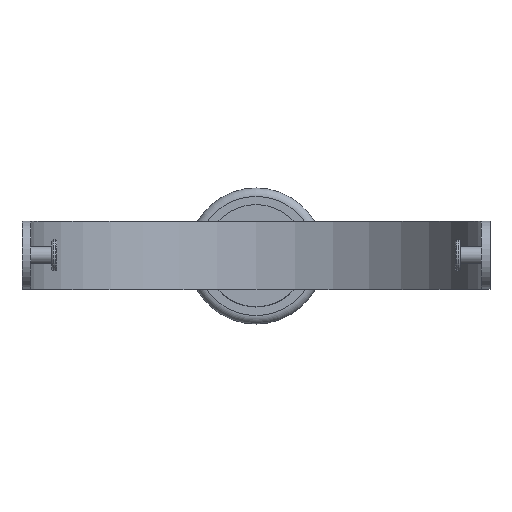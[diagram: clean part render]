
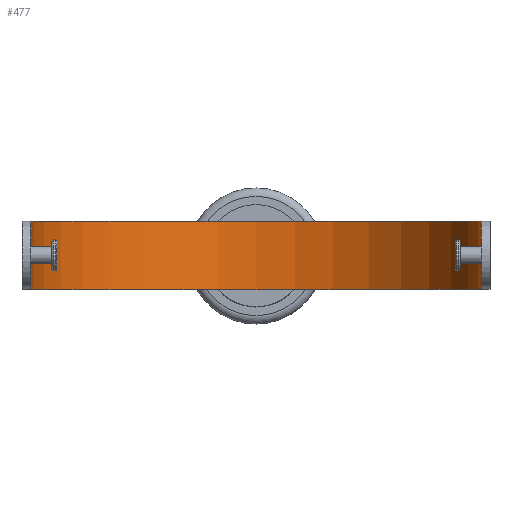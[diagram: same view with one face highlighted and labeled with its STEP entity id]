
A CAD part, top view. The second image highlights one B-rep face of the part: STEP entity #477.
In plain terms, the highlighted cylindrical face has radius 117.793 mm (diameter 235.585 mm), a partial arc.
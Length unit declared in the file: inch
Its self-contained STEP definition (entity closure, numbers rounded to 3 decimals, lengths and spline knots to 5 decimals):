
#40=LINE('',#880,#56);
#41=LINE('',#881,#57);
#42=LINE('',#885,#58);
#43=LINE('',#909,#59);
#56=VECTOR('',#623,137.79528);
#57=VECTOR('',#624,137.79528);
#58=VECTOR('',#627,137.79528);
#59=VECTOR('',#628,137.79528);
#71=CYLINDRICAL_SURFACE('',#533,4.6375);
#83=FACE_OUTER_BOUND('',#113,.T.);
#113=EDGE_LOOP('',(#322,#323,#324,#325,#326,#327,#328,#329,#330,#331));
#146=B_SPLINE_CURVE_WITH_KNOTS('',3,(#857,#858,#859,#860,#861,#862,#863,
#864,#865,#866),.UNSPECIFIED.,.F.,.F.,(4,2,2,2,4),(-0.57413,-0.52628,
-0.47844,-0.4306,-0.38275),.UNSPECIFIED.);
#147=B_SPLINE_CURVE_WITH_KNOTS('',3,(#869,#870,#871,#872,#873,#874,#875,
#876,#877,#878),.UNSPECIFIED.,.F.,.F.,(4,2,2,2,4),(-0.38275,-0.33491,
-0.28706,-0.23922,-0.19138),.UNSPECIFIED.);
#148=B_SPLINE_CURVE_WITH_KNOTS('',3,(#887,#888,#889,#890,#891,#892,#893,
#894,#895,#896),.UNSPECIFIED.,.F.,.F.,(4,2,2,2,4),(0.19138,0.23922,
0.28706,0.33491,0.38275),.UNSPECIFIED.);
#149=B_SPLINE_CURVE_WITH_KNOTS('',3,(#898,#899,#900,#901,#902,#903,#904,
#905,#906,#907),.UNSPECIFIED.,.F.,.F.,(4,2,2,2,4),(0.38275,0.4306,
0.47844,0.52628,0.57413),.UNSPECIFIED.);
#158=CIRCLE('',#534,4.6375);
#159=CIRCLE('',#535,4.6375);
#198=VERTEX_POINT('',#841);
#199=VERTEX_POINT('',#842);
#204=VERTEX_POINT('',#854);
#205=VERTEX_POINT('',#856);
#206=VERTEX_POINT('',#867);
#207=VERTEX_POINT('',#882);
#208=VERTEX_POINT('',#884);
#209=VERTEX_POINT('',#886);
#210=VERTEX_POINT('',#897);
#211=VERTEX_POINT('',#908);
#251=EDGE_CURVE('',#205,#204,#146,.T.);
#253=EDGE_CURVE('',#204,#206,#147,.T.);
#254=EDGE_CURVE('',#205,#198,#40,.T.);
#255=EDGE_CURVE('',#199,#206,#41,.T.);
#256=EDGE_CURVE('',#199,#207,#158,.T.);
#257=EDGE_CURVE('',#207,#208,#42,.T.);
#258=EDGE_CURVE('',#208,#209,#148,.T.);
#259=EDGE_CURVE('',#209,#210,#149,.T.);
#260=EDGE_CURVE('',#210,#211,#43,.T.);
#261=EDGE_CURVE('',#198,#211,#159,.T.);
#322=ORIENTED_EDGE('',*,*,#254,.F.);
#323=ORIENTED_EDGE('',*,*,#251,.T.);
#324=ORIENTED_EDGE('',*,*,#253,.T.);
#325=ORIENTED_EDGE('',*,*,#255,.F.);
#326=ORIENTED_EDGE('',*,*,#256,.T.);
#327=ORIENTED_EDGE('',*,*,#257,.T.);
#328=ORIENTED_EDGE('',*,*,#258,.T.);
#329=ORIENTED_EDGE('',*,*,#259,.T.);
#330=ORIENTED_EDGE('',*,*,#260,.T.);
#331=ORIENTED_EDGE('',*,*,#261,.F.);
#477=ADVANCED_FACE('',(#83),#71,.F.);
#533=AXIS2_PLACEMENT_3D('',#879,#621,#622);
#534=AXIS2_PLACEMENT_3D('',#883,#625,#626);
#535=AXIS2_PLACEMENT_3D('',#910,#629,#630);
#621=DIRECTION('center_axis',(0.,-1.,0.));
#622=DIRECTION('ref_axis',(0.,0.,-1.));
#623=DIRECTION('',(0.,1.,0.));
#624=DIRECTION('',(0.,1.,0.));
#625=DIRECTION('center_axis',(0.,-1.,0.));
#626=DIRECTION('ref_axis',(-1.,0.,0.));
#627=DIRECTION('',(0.,1.,0.));
#628=DIRECTION('',(0.,1.,0.));
#629=DIRECTION('center_axis',(0.,-1.,0.));
#630=DIRECTION('ref_axis',(-1.,0.,0.));
#841=CARTESIAN_POINT('',(-4.6375,0.7,8.8375));
#842=CARTESIAN_POINT('',(-4.6375,-0.7,8.8375));
#854=CARTESIAN_POINT('',(-4.6342,0.,8.6625));
#856=CARTESIAN_POINT('',(-4.6375,0.175,8.8375));
#857=CARTESIAN_POINT('Ctrl Pts',(-4.6375,0.175,8.8375));
#858=CARTESIAN_POINT('Ctrl Pts',(-4.6375,0.175,8.81552));
#859=CARTESIAN_POINT('Ctrl Pts',(-4.63733,0.17061,8.79209));
#860=CARTESIAN_POINT('Ctrl Pts',(-4.63671,0.15275,8.74897));
#861=CARTESIAN_POINT('Ctrl Pts',(-4.63626,0.13928,8.72929));
#862=CARTESIAN_POINT('Ctrl Pts',(-4.63543,0.10821,8.69822));
#863=CARTESIAN_POINT('Ctrl Pts',(-4.63499,0.08853,8.68475));
#864=CARTESIAN_POINT('Ctrl Pts',(-4.63437,0.04541,8.66689));
#865=CARTESIAN_POINT('Ctrl Pts',(-4.6342,0.02198,8.6625));
#866=CARTESIAN_POINT('Ctrl Pts',(-4.6342,0.,
8.6625));
#867=CARTESIAN_POINT('',(-4.6375,-0.175,8.8375));
#869=CARTESIAN_POINT('Ctrl Pts',(-4.6342,0.,
8.6625));
#870=CARTESIAN_POINT('Ctrl Pts',(-4.6342,-0.02198,8.6625));
#871=CARTESIAN_POINT('Ctrl Pts',(-4.63437,-0.04541,8.66689));
#872=CARTESIAN_POINT('Ctrl Pts',(-4.63499,-0.08853,
8.68475));
#873=CARTESIAN_POINT('Ctrl Pts',(-4.63543,-0.10821,8.69822));
#874=CARTESIAN_POINT('Ctrl Pts',(-4.63626,-0.13928,8.72929));
#875=CARTESIAN_POINT('Ctrl Pts',(-4.63671,-0.15275,8.74897));
#876=CARTESIAN_POINT('Ctrl Pts',(-4.63733,-0.17061,8.79209));
#877=CARTESIAN_POINT('Ctrl Pts',(-4.6375,-0.175,8.81552));
#878=CARTESIAN_POINT('Ctrl Pts',(-4.6375,-0.175,8.8375));
#879=CARTESIAN_POINT('Origin',(0.,-0.7,8.8375));
#880=CARTESIAN_POINT('',(-4.6375,-0.7,8.8375));
#881=CARTESIAN_POINT('',(-4.6375,-0.7,8.8375));
#882=CARTESIAN_POINT('',(4.6375,-0.7,8.8375));
#883=CARTESIAN_POINT('Origin',(0.,-0.7,8.8375));
#884=CARTESIAN_POINT('',(4.6375,-0.175,8.8375));
#885=CARTESIAN_POINT('',(4.6375,-0.7,8.8375));
#886=CARTESIAN_POINT('',(4.6342,0.,8.6625));
#887=CARTESIAN_POINT('Ctrl Pts',(4.6375,-0.175,8.8375));
#888=CARTESIAN_POINT('Ctrl Pts',(4.6375,-0.175,8.81552));
#889=CARTESIAN_POINT('Ctrl Pts',(4.63733,-0.17061,8.79209));
#890=CARTESIAN_POINT('Ctrl Pts',(4.63671,-0.15275,8.74897));
#891=CARTESIAN_POINT('Ctrl Pts',(4.63626,-0.13928,8.72929));
#892=CARTESIAN_POINT('Ctrl Pts',(4.63543,-0.10821,8.69822));
#893=CARTESIAN_POINT('Ctrl Pts',(4.63499,-0.08853,8.68475));
#894=CARTESIAN_POINT('Ctrl Pts',(4.63437,-0.04541,8.66689));
#895=CARTESIAN_POINT('Ctrl Pts',(4.6342,-0.02198,8.6625));
#896=CARTESIAN_POINT('Ctrl Pts',(4.6342,0.,
8.6625));
#897=CARTESIAN_POINT('',(4.6375,0.175,8.8375));
#898=CARTESIAN_POINT('Ctrl Pts',(4.6342,0.,
8.6625));
#899=CARTESIAN_POINT('Ctrl Pts',(4.6342,0.02198,8.6625));
#900=CARTESIAN_POINT('Ctrl Pts',(4.63437,0.04541,8.66689));
#901=CARTESIAN_POINT('Ctrl Pts',(4.63499,0.08853,8.68475));
#902=CARTESIAN_POINT('Ctrl Pts',(4.63543,0.10821,8.69822));
#903=CARTESIAN_POINT('Ctrl Pts',(4.63626,0.13928,8.72929));
#904=CARTESIAN_POINT('Ctrl Pts',(4.63671,0.15275,8.74897));
#905=CARTESIAN_POINT('Ctrl Pts',(4.63733,0.17061,8.79209));
#906=CARTESIAN_POINT('Ctrl Pts',(4.6375,0.175,8.81552));
#907=CARTESIAN_POINT('Ctrl Pts',(4.6375,0.175,8.8375));
#908=CARTESIAN_POINT('',(4.6375,0.7,8.8375));
#909=CARTESIAN_POINT('',(4.6375,-0.7,8.8375));
#910=CARTESIAN_POINT('Origin',(0.,0.7,8.8375));
